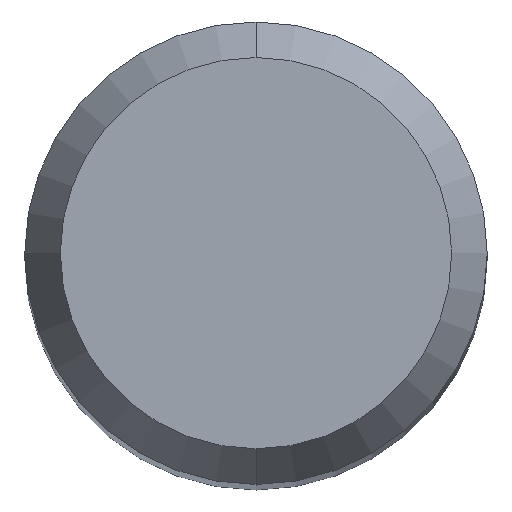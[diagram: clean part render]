
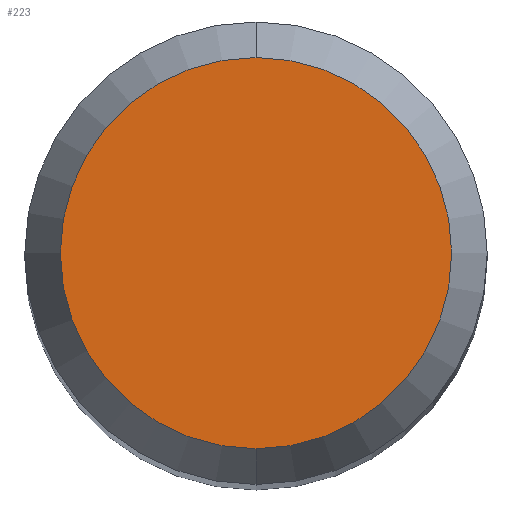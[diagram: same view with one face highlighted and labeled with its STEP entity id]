
A CAD part, top view. The second image highlights one B-rep face of the part: STEP entity #223.
In plain terms, the highlighted planar face has unit normal (0, 0, 1).
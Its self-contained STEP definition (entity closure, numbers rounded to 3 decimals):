
#209=VERTEX_POINT('',#504);
#223=ADVANCED_FACE('',(#520),#521,.T.);
#233=VERTEX_POINT('',#532);
#265=EDGE_CURVE('',#209,#233,#566,.T.);
#325=EDGE_CURVE('',#233,#209,#634,.T.);
#504=CARTESIAN_POINT('',(0.0,2.538,40.891));
#520=FACE_OUTER_BOUND('',#905,.T.);
#521=PLANE('',#906);
#532=CARTESIAN_POINT('',(0.,-2.538,40.891));
#566=CIRCLE('',#1015,2.538);
#634=CIRCLE('',#1109,2.538);
#905=EDGE_LOOP('',(#1481,#1482));
#906=AXIS2_PLACEMENT_3D('',#1483,#1484,#1485);
#1015=AXIS2_PLACEMENT_3D('',#1526,#1527,#1528);
#1109=AXIS2_PLACEMENT_3D('',#1618,#1619,#1620);
#1481=ORIENTED_EDGE('',*,*,#265,.F.);
#1482=ORIENTED_EDGE('',*,*,#325,.F.);
#1483=CARTESIAN_POINT('',(0.0,1.269,40.891));
#1484=DIRECTION('',(-0.0,0.0,1.0));
#1485=DIRECTION('',(0.0,-1.0,0.0));
#1526=CARTESIAN_POINT('',(0.0,0.0,40.891));
#1527=DIRECTION('',(0.0,0.0,-1.0));
#1528=DIRECTION('',(0.0,1.0,0.0));
#1618=CARTESIAN_POINT('',(0.0,0.0,40.891));
#1619=DIRECTION('',(0.0,0.0,-1.0));
#1620=DIRECTION('',(0.0,1.0,0.0));
